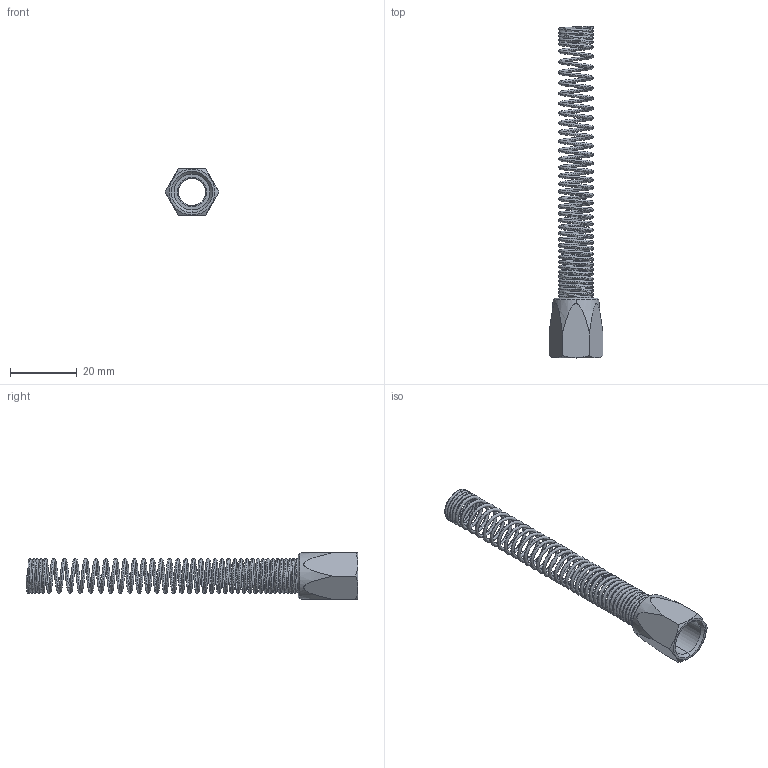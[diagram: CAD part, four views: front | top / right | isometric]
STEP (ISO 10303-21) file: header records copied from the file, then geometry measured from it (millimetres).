
FILE_DESCRIPTION (( 'STEP AP203' ), '1' );
FILE_NAME ('02220040.STEP', '2011-10-04T15:19:04', ( '' ), ( 'sopra-pneumatic' ), 'SwSTEP 2.0', 'SolidWorks 2011', '' );
FILE_SCHEMA (( 'CONFIG_CONTROL_DESIGN' ));
Length unit declared in the file: millimetre
Products named in the file (1): 02220040
Bounding box: 16.17 x 99.72 x 14 mm (x, y, z)
Volume: 2682.4 mm3; surface area: 5946.1 mm2
Topology: 2 solids, 2 shells, 33 faces, 72 edges, 44 vertices
Faces by surface type: cone 12, plane 11, cylinder 6, torus 2, bspline 2
Entity records: 20293 total; most frequent: CARTESIAN_POINT 19518, ORIENTED_EDGE 144, DIRECTION 140, EDGE_CURVE 72, AXIS2_PLACEMENT_3D 58, VERTEX_POINT 44, EDGE_LOOP 36, ADVANCED_FACE 33
